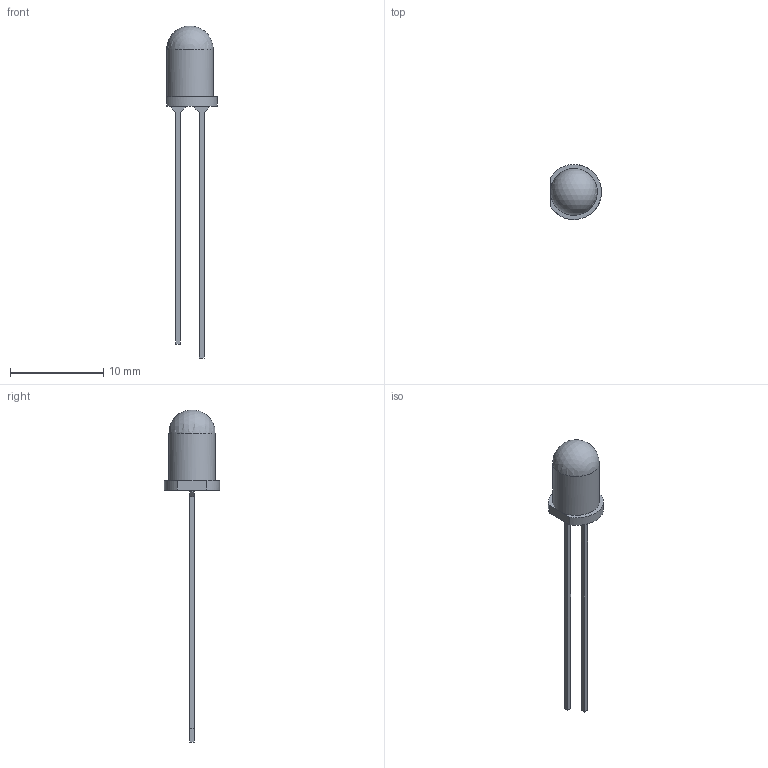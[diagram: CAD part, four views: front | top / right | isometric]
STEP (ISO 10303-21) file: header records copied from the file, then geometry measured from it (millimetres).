
FILE_DESCRIPTION( ( '' ), ' ' );
FILE_NAME( '5a3f480e823a2a0ec0c191c8.step', '2017-12-24T06:24:15', ( '' ), ( '' ), ' ', ' ', ' ' );
FILE_SCHEMA( ( 'AUTOMOTIVE_DESIGN { 1 0 10303 214 1 1 1 1 }' ) );
Length unit declared in the file: metre
Products named in the file (1): Part 1
Bounding box: 5.45 x 5.9 x 35.58 mm (x, y, z)
Volume: 172.8 mm3; surface area: 277.1 mm2
Topology: 1 solids, 1 shells, 24 faces, 66 edges, 44 vertices
Faces by surface type: plane 21, cylinder 2, sphere 1
Full cylindrical faces by diameter (mm): 5 x1
Entity records: 1011 total; most frequent: CARTESIAN_POINT 326, ORIENTED_EDGE 126, EDGE_CURVE 63, B_SPLINE_CURVE_WITH_KNOTS 63, DIRECTION 50, VERTEX_POINT 44, EDGE_LOOP 27, AXIS2_PLACEMENT_3D 25
